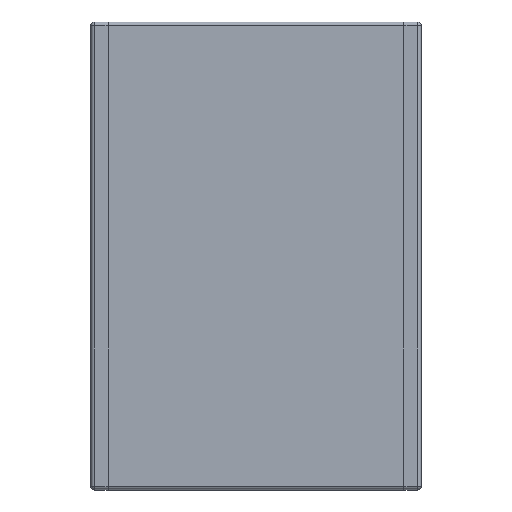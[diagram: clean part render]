
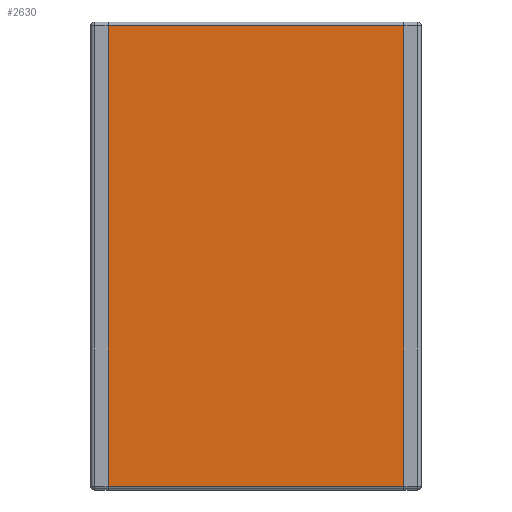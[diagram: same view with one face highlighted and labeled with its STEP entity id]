
A CAD part, top view. The second image highlights one B-rep face of the part: STEP entity #2630.
In plain terms, the highlighted planar face has unit normal (0, 0, 1).
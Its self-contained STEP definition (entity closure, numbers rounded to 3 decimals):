
#2125 = PLANE('',#2126);
#2126 = AXIS2_PLACEMENT_3D('',#2127,#2128,#2129);
#2127 = CARTESIAN_POINT('',(0.25,0.,0.));
#2128 = DIRECTION('',(1.,0.,-0.));
#2129 = DIRECTION('',(0.,0.,1.));
#2153 = CYLINDRICAL_SURFACE('',#2154,0.05);
#2154 = AXIS2_PLACEMENT_3D('',#2155,#2156,#2157);
#2155 = CARTESIAN_POINT('',(0.,0.05,2.65));
#2156 = DIRECTION('',(1.,0.,-0.));
#2157 = DIRECTION('',(0.,-1.,0.));
#2179 = PLANE('',#2180);
#2180 = AXIS2_PLACEMENT_3D('',#2181,#2182,#2183);
#2181 = CARTESIAN_POINT('',(4.55,0.,0.));
#2182 = DIRECTION('',(1.,0.,-0.));
#2183 = DIRECTION('',(0.,0.,1.));
#2355 = VERTEX_POINT('',#2356);
#2356 = CARTESIAN_POINT('',(4.55,6.75,2.7));
#2371 = CYLINDRICAL_SURFACE('',#2372,0.05);
#2372 = AXIS2_PLACEMENT_3D('',#2373,#2374,#2375);
#2373 = CARTESIAN_POINT('',(0.,6.75,2.65));
#2374 = DIRECTION('',(1.,0.,-0.));
#2375 = DIRECTION('',(0.,1.,0.));
#2383 = EDGE_CURVE('',#2384,#2355,#2386,.T.);
#2384 = VERTEX_POINT('',#2385);
#2385 = CARTESIAN_POINT('',(4.55,0.05,2.7));
#2386 = SURFACE_CURVE('',#2387,(#2391,#2398),.PCURVE_S1.);
#2387 = LINE('',#2388,#2389);
#2388 = CARTESIAN_POINT('',(4.55,0.,2.7));
#2389 = VECTOR('',#2390,1.);
#2390 = DIRECTION('',(-0.,1.,0.));
#2391 = PCURVE('',#2179,#2392);
#2392 = DEFINITIONAL_REPRESENTATION('',(#2393),#2397);
#2393 = LINE('',#2394,#2395);
#2394 = CARTESIAN_POINT('',(2.7,0.));
#2395 = VECTOR('',#2396,1.);
#2396 = DIRECTION('',(0.,-1.));
#2397 = ( GEOMETRIC_REPRESENTATION_CONTEXT(2) 
PARAMETRIC_REPRESENTATION_CONTEXT() REPRESENTATION_CONTEXT('2D SPACE',''
  ) );
#2398 = PCURVE('',#2399,#2404);
#2399 = PLANE('',#2400);
#2400 = AXIS2_PLACEMENT_3D('',#2401,#2402,#2403);
#2401 = CARTESIAN_POINT('',(0.,0.,2.7));
#2402 = DIRECTION('',(0.,0.,1.));
#2403 = DIRECTION('',(1.,0.,-0.));
#2404 = DEFINITIONAL_REPRESENTATION('',(#2405),#2409);
#2405 = LINE('',#2406,#2407);
#2406 = CARTESIAN_POINT('',(4.55,0.));
#2407 = VECTOR('',#2408,1.);
#2408 = DIRECTION('',(0.,1.));
#2409 = ( GEOMETRIC_REPRESENTATION_CONTEXT(2) 
PARAMETRIC_REPRESENTATION_CONTEXT() REPRESENTATION_CONTEXT('2D SPACE',''
  ) );
#2437 = VERTEX_POINT('',#2438);
#2438 = CARTESIAN_POINT('',(0.25,0.05,2.7));
#2460 = EDGE_CURVE('',#2437,#2384,#2461,.T.);
#2461 = SURFACE_CURVE('',#2462,(#2466,#2473),.PCURVE_S1.);
#2462 = LINE('',#2463,#2464);
#2463 = CARTESIAN_POINT('',(0.,0.05,2.7));
#2464 = VECTOR('',#2465,1.);
#2465 = DIRECTION('',(1.,0.,-0.));
#2466 = PCURVE('',#2153,#2467);
#2467 = DEFINITIONAL_REPRESENTATION('',(#2468),#2472);
#2468 = LINE('',#2469,#2470);
#2469 = CARTESIAN_POINT('',(-1.571,0.));
#2470 = VECTOR('',#2471,1.);
#2471 = DIRECTION('',(-0.,1.));
#2472 = ( GEOMETRIC_REPRESENTATION_CONTEXT(2) 
PARAMETRIC_REPRESENTATION_CONTEXT() REPRESENTATION_CONTEXT('2D SPACE',''
  ) );
#2473 = PCURVE('',#2399,#2474);
#2474 = DEFINITIONAL_REPRESENTATION('',(#2475),#2479);
#2475 = LINE('',#2476,#2477);
#2476 = CARTESIAN_POINT('',(0.,0.05));
#2477 = VECTOR('',#2478,1.);
#2478 = DIRECTION('',(1.,0.));
#2479 = ( GEOMETRIC_REPRESENTATION_CONTEXT(2) 
PARAMETRIC_REPRESENTATION_CONTEXT() REPRESENTATION_CONTEXT('2D SPACE',''
  ) );
#2559 = VERTEX_POINT('',#2560);
#2560 = CARTESIAN_POINT('',(0.25,6.75,2.7));
#2582 = EDGE_CURVE('',#2437,#2559,#2583,.T.);
#2583 = SURFACE_CURVE('',#2584,(#2588,#2595),.PCURVE_S1.);
#2584 = LINE('',#2585,#2586);
#2585 = CARTESIAN_POINT('',(0.25,0.,2.7));
#2586 = VECTOR('',#2587,1.);
#2587 = DIRECTION('',(-0.,1.,0.));
#2588 = PCURVE('',#2125,#2589);
#2589 = DEFINITIONAL_REPRESENTATION('',(#2590),#2594);
#2590 = LINE('',#2591,#2592);
#2591 = CARTESIAN_POINT('',(2.7,0.));
#2592 = VECTOR('',#2593,1.);
#2593 = DIRECTION('',(0.,-1.));
#2594 = ( GEOMETRIC_REPRESENTATION_CONTEXT(2) 
PARAMETRIC_REPRESENTATION_CONTEXT() REPRESENTATION_CONTEXT('2D SPACE',''
  ) );
#2595 = PCURVE('',#2399,#2596);
#2596 = DEFINITIONAL_REPRESENTATION('',(#2597),#2601);
#2597 = LINE('',#2598,#2599);
#2598 = CARTESIAN_POINT('',(0.25,0.));
#2599 = VECTOR('',#2600,1.);
#2600 = DIRECTION('',(0.,1.));
#2601 = ( GEOMETRIC_REPRESENTATION_CONTEXT(2) 
PARAMETRIC_REPRESENTATION_CONTEXT() REPRESENTATION_CONTEXT('2D SPACE',''
  ) );
#2630 = ADVANCED_FACE('',(#2631),#2399,.T.);
#2631 = FACE_BOUND('',#2632,.T.);
#2632 = EDGE_LOOP('',(#2633,#2634,#2635,#2636));
#2633 = ORIENTED_EDGE('',*,*,#2582,.F.);
#2634 = ORIENTED_EDGE('',*,*,#2460,.T.);
#2635 = ORIENTED_EDGE('',*,*,#2383,.T.);
#2636 = ORIENTED_EDGE('',*,*,#2637,.F.);
#2637 = EDGE_CURVE('',#2559,#2355,#2638,.T.);
#2638 = SURFACE_CURVE('',#2639,(#2643,#2650),.PCURVE_S1.);
#2639 = LINE('',#2640,#2641);
#2640 = CARTESIAN_POINT('',(0.,6.75,2.7));
#2641 = VECTOR('',#2642,1.);
#2642 = DIRECTION('',(1.,0.,-0.));
#2643 = PCURVE('',#2399,#2644);
#2644 = DEFINITIONAL_REPRESENTATION('',(#2645),#2649);
#2645 = LINE('',#2646,#2647);
#2646 = CARTESIAN_POINT('',(0.,6.75));
#2647 = VECTOR('',#2648,1.);
#2648 = DIRECTION('',(1.,0.));
#2649 = ( GEOMETRIC_REPRESENTATION_CONTEXT(2) 
PARAMETRIC_REPRESENTATION_CONTEXT() REPRESENTATION_CONTEXT('2D SPACE',''
  ) );
#2650 = PCURVE('',#2371,#2651);
#2651 = DEFINITIONAL_REPRESENTATION('',(#2652),#2656);
#2652 = LINE('',#2653,#2654);
#2653 = CARTESIAN_POINT('',(1.571,0.));
#2654 = VECTOR('',#2655,1.);
#2655 = DIRECTION('',(0.,1.));
#2656 = ( GEOMETRIC_REPRESENTATION_CONTEXT(2) 
PARAMETRIC_REPRESENTATION_CONTEXT() REPRESENTATION_CONTEXT('2D SPACE',''
  ) );
